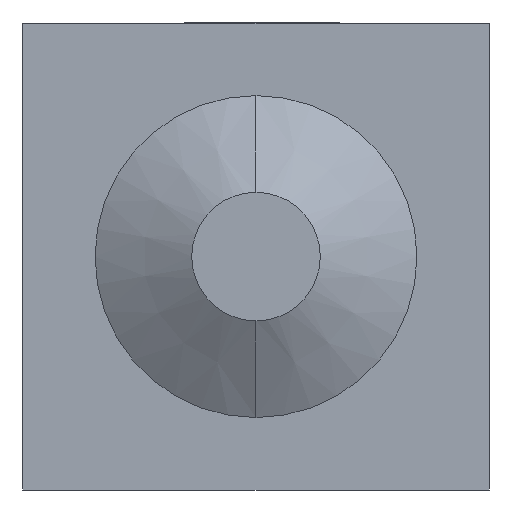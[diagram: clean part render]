
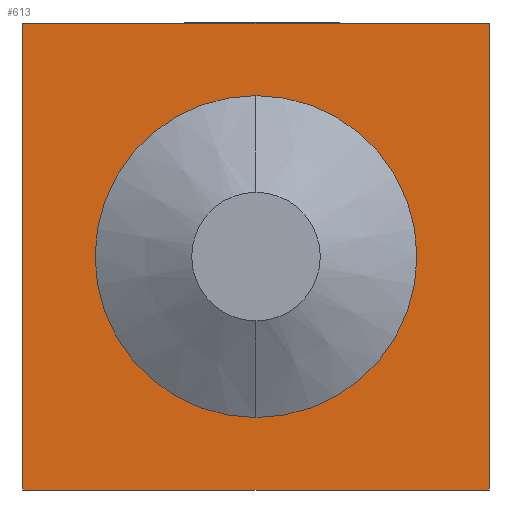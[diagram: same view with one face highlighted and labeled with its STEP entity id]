
A CAD part, left-side view. The second image highlights one B-rep face of the part: STEP entity #613.
In plain terms, the highlighted planar face has unit normal (-1, 0, 0).
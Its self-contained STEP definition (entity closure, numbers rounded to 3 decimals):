
#63 = DIRECTION ( 'NONE',  ( 0., -1., 0. ) ) ;
#78 = DIRECTION ( 'NONE',  ( 0., 0., -1. ) ) ;
#123 = DIRECTION ( 'NONE',  ( 0., 0., -1. ) ) ;
#175 = PLANE ( 'NONE',  #2869 ) ;
#204 = CIRCLE ( 'NONE', #671, 0.7 ) ;
#228 = VECTOR ( 'NONE', #123, 1000. ) ;
#354 = LINE ( 'NONE', #3051, #1515 ) ;
#388 = CARTESIAN_POINT ( 'NONE',  ( -2.16, 0., 1.015 ) ) ;
#400 = FACE_OUTER_BOUND ( 'NONE', #449, .T. ) ;
#416 = VECTOR ( 'NONE', #63, 1000. ) ;
#423 = CARTESIAN_POINT ( 'NONE',  ( -2.16, 0., 0.315 ) ) ;
#449 = EDGE_LOOP ( 'NONE', ( #2277, #498, #2245, #585 ) ) ;
#481 = EDGE_CURVE ( 'NONE', #1322, #2353, #1730, .T. ) ;
#495 = EDGE_CURVE ( 'NONE', #1156, #1774, #354, .T. ) ;
#498 = ORIENTED_EDGE ( 'NONE', *, *, #2307, .F. ) ;
#585 = ORIENTED_EDGE ( 'NONE', *, *, #495, .T. ) ;
#613 = ADVANCED_FACE ( 'NONE', ( #1440, #400 ), #175, .F. ) ;
#638 = CARTESIAN_POINT ( 'NONE',  ( -2.16, -1.015, 0. ) ) ;
#639 = VERTEX_POINT ( 'NONE', #638 ) ;
#653 = CARTESIAN_POINT ( 'NONE',  ( -2.16, -1.015, 2.03 ) ) ;
#671 = AXIS2_PLACEMENT_3D ( 'NONE', #2144, #3132, #2970 ) ;
#680 = CARTESIAN_POINT ( 'NONE',  ( -2.16, -1.015, 2.03 ) ) ;
#853 = EDGE_CURVE ( 'NONE', #1774, #639, #1235, .T. ) ;
#893 = CARTESIAN_POINT ( 'NONE',  ( -2.16, 1.015, 2.03 ) ) ;
#993 = VERTEX_POINT ( 'NONE', #680 ) ;
#1106 = LINE ( 'NONE', #1123, #416 ) ;
#1123 = CARTESIAN_POINT ( 'NONE',  ( -2.16, 1.015, 2.03 ) ) ;
#1156 = VERTEX_POINT ( 'NONE', #2231 ) ;
#1235 = LINE ( 'NONE', #1778, #1952 ) ;
#1322 = VERTEX_POINT ( 'NONE', #2360 ) ;
#1440 = FACE_BOUND ( 'NONE', #2320, .T. ) ;
#1515 = VECTOR ( 'NONE', #2621, 1000. ) ;
#1577 = DIRECTION ( 'NONE',  ( 1., 0., 0. ) ) ;
#1661 = ORIENTED_EDGE ( 'NONE', *, *, #481, .T. ) ;
#1730 = CIRCLE ( 'NONE', #2657, 0.7 ) ;
#1774 = VERTEX_POINT ( 'NONE', #2955 ) ;
#1778 = CARTESIAN_POINT ( 'NONE',  ( -2.16, 1.015, 0. ) ) ;
#1952 = VECTOR ( 'NONE', #2762, 1000. ) ;
#1979 = ORIENTED_EDGE ( 'NONE', *, *, #2985, .T. ) ;
#2144 = CARTESIAN_POINT ( 'NONE',  ( -2.16, 0., 1.015 ) ) ;
#2231 = CARTESIAN_POINT ( 'NONE',  ( -2.16, 1.015, 2.03 ) ) ;
#2245 = ORIENTED_EDGE ( 'NONE', *, *, #2841, .F. ) ;
#2277 = ORIENTED_EDGE ( 'NONE', *, *, #853, .T. ) ;
#2307 = EDGE_CURVE ( 'NONE', #993, #639, #2893, .T. ) ;
#2320 = EDGE_LOOP ( 'NONE', ( #1979, #1661 ) ) ;
#2353 = VERTEX_POINT ( 'NONE', #423 ) ;
#2360 = CARTESIAN_POINT ( 'NONE',  ( -2.16, 0., 1.715 ) ) ;
#2371 = DIRECTION ( 'NONE',  ( 0., 1., 0. ) ) ;
#2434 = DIRECTION ( 'NONE',  ( 1., 0., 0. ) ) ;
#2621 = DIRECTION ( 'NONE',  ( 0., 0., -1. ) ) ;
#2657 = AXIS2_PLACEMENT_3D ( 'NONE', #388, #1577, #78 ) ;
#2762 = DIRECTION ( 'NONE',  ( 0., -1., 0. ) ) ;
#2841 = EDGE_CURVE ( 'NONE', #1156, #993, #1106, .T. ) ;
#2869 = AXIS2_PLACEMENT_3D ( 'NONE', #893, #2434, #2371 ) ;
#2893 = LINE ( 'NONE', #653, #228 ) ;
#2955 = CARTESIAN_POINT ( 'NONE',  ( -2.16, 1.015, 0. ) ) ;
#2970 = DIRECTION ( 'NONE',  ( 0., 0., -1. ) ) ;
#2985 = EDGE_CURVE ( 'NONE', #2353, #1322, #204, .T. ) ;
#3051 = CARTESIAN_POINT ( 'NONE',  ( -2.16, 1.015, 2.03 ) ) ;
#3132 = DIRECTION ( 'NONE',  ( 1., 0., 0. ) ) ;
